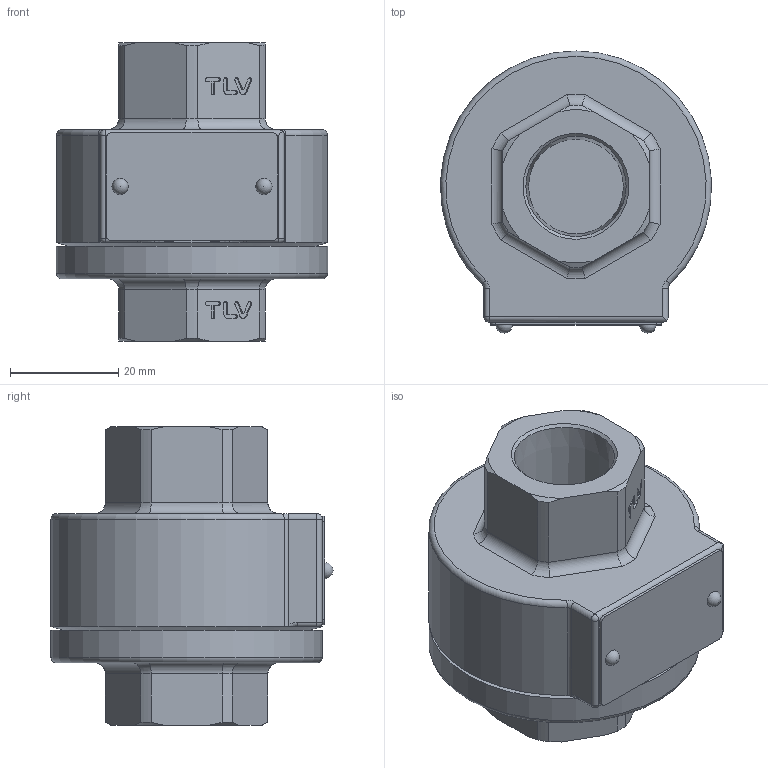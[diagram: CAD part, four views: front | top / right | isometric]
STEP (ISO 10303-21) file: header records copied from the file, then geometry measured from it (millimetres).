
FILE_DESCRIPTION(/* description */ (''),/* implementation_level */ '2;1');
FILE_NAME(/* name */ 'lv800-015-screw-00.stp',/* time_stamp */ '2025-03-05T10:22:17+09:00',/* author */ ('nakaot'),/* organization */ (''),/* preprocessor_version */ 'ST-DEVELOPER v20',/* originating_system */ 'Autodesk Inventor 2022',/* authorisation */ '');
FILE_SCHEMA (('AUTOMOTIVE_DESIGN { 1 0 10303 214 3 1 1 }'));
Length unit declared in the file: millimetre
Products named in the file (1): 15A_LV8_外観モデル
Bounding box: 50 x 52 x 55 mm (x, y, z)
Volume: 64306.2 mm3; surface area: 13460.6 mm2
Topology: 1 solids, 3 shells, 181 faces, 450 edges, 284 vertices
Faces by surface type: plane 68, cylinder 65, cone 19, torus 16, bspline 8, sphere 5
Full cylindrical faces by diameter (mm): 1.6 x2, 50 x1
Entity records: 5763 total; most frequent: CARTESIAN_POINT 1472, ORIENTED_EDGE 892, DIRECTION 892, EDGE_CURVE 446, AXIS2_PLACEMENT_3D 338, VERTEX_POINT 284, LINE 216, VECTOR 216
